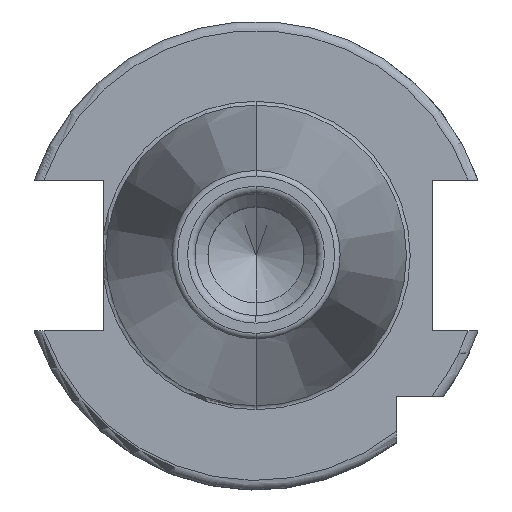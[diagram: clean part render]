
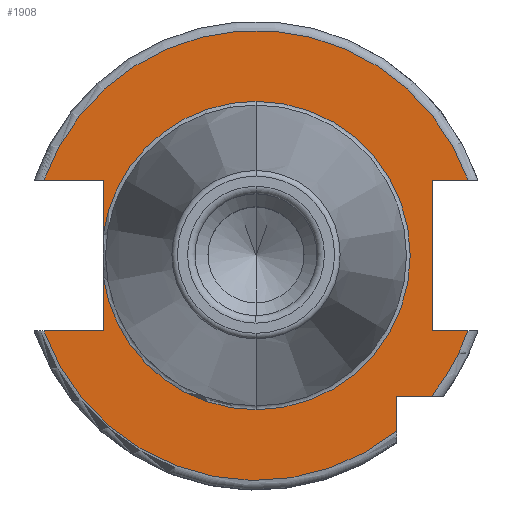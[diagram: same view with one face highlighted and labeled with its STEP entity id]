
A CAD part, top view. The second image highlights one B-rep face of the part: STEP entity #1908.
In plain terms, the highlighted planar face has unit normal (0, 0, 1).
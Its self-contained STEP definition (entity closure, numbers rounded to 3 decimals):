
#273=CARTESIAN_POINT('',(0,0,15.9));
#274=DIRECTION('',(0,0,-1));
#275=DIRECTION('',(0,1,0));
#276=AXIS2_PLACEMENT_3D('',#273,#274,#275);
#289=CARTESIAN_POINT('',(0,0,15.9));
#290=DIRECTION('',(0,0,1));
#291=DIRECTION('',(0,1,0));
#292=AXIS2_PLACEMENT_3D('',#289,#290,#291);
#304=CARTESIAN_POINT('',(0,0,15.9));
#305=DIRECTION('',(0,0,1));
#306=DIRECTION('',(-0.991,-0.135,0));
#307=AXIS2_PLACEMENT_3D('',#304,#305,#306);
#360=DIRECTION('',(1,0,0));
#361=VECTOR('',#360,6.31);
#362=CARTESIAN_POINT('',(-22.61,-8.05,15.9));
#363=LINE('',#362,#361);
#364=DIRECTION('',(0,1,0));
#365=VECTOR('',#364,5.834);
#366=CARTESIAN_POINT('',(-16.3,-8.05,15.9));
#367=LINE('',#366,#365);
#368=DIRECTION('',(0,1,0));
#369=VECTOR('',#368,5.834);
#370=CARTESIAN_POINT('',(-16.3,2.216,15.9));
#371=LINE('',#370,#369);
#372=DIRECTION('',(1,0,0));
#373=VECTOR('',#372,6.31);
#374=CARTESIAN_POINT('',(-22.61,8.05,15.9));
#375=LINE('',#374,#373);
#376=DIRECTION('',(-1,0,0));
#377=VECTOR('',#376,3.81);
#378=CARTESIAN_POINT('',(22.61,8.05,15.9));
#379=LINE('',#378,#377);
#380=DIRECTION('',(0,-1,0));
#381=VECTOR('',#380,16.1);
#382=CARTESIAN_POINT('',(18.8,8.05,15.9));
#383=LINE('',#382,#381);
#384=DIRECTION('',(-1,0,0));
#385=VECTOR('',#384,3.81);
#386=CARTESIAN_POINT('',(22.61,-8.05,15.9));
#387=LINE('',#386,#385);
#388=CARTESIAN_POINT('',(0,0,15.9));
#389=DIRECTION('',(0,0,1));
#390=DIRECTION('',(0.781,-0.625,0));
#391=AXIS2_PLACEMENT_3D('',#388,#389,#390);
#393=DIRECTION('',(-1,0,0));
#394=VECTOR('',#393,3.735);
#395=CARTESIAN_POINT('',(18.735,-15,15.9));
#396=LINE('',#395,#394);
#397=DIRECTION('',(0,1,0));
#398=VECTOR('',#397,3.735);
#399=CARTESIAN_POINT('',(15,-18.735,15.9));
#400=LINE('',#399,#398);
#914=CARTESIAN_POINT('',(0,0,15.9));
#915=DIRECTION('',(0,0,1));
#916=DIRECTION('',(0.942,0.335,0));
#917=AXIS2_PLACEMENT_3D('',#914,#915,#916);
#965=CARTESIAN_POINT('',(0,0,15.9));
#966=DIRECTION('',(0,0,1));
#967=DIRECTION('',(-0.942,-0.335,0));
#968=AXIS2_PLACEMENT_3D('',#965,#966,#967);
#1129=CARTESIAN_POINT('',(0,16.45,15.9));
#1131=VERTEX_POINT('',#1129);
#1153=CARTESIAN_POINT('',(0,-16.45,15.9));
#1155=VERTEX_POINT('',#1153);
#1265=CARTESIAN_POINT('',(-22.61,-8.05,15.9));
#1266=CARTESIAN_POINT('',(-16.3,-8.05,15.9));
#1267=VERTEX_POINT('',#1265);
#1268=VERTEX_POINT('',#1266);
#1269=CARTESIAN_POINT('',(-16.3,-2.216,15.9));
#1270=VERTEX_POINT('',#1269);
#1271=CARTESIAN_POINT('',(-16.3,2.216,15.9));
#1272=CARTESIAN_POINT('',(-16.3,8.05,15.9));
#1273=VERTEX_POINT('',#1271);
#1274=VERTEX_POINT('',#1272);
#1275=CARTESIAN_POINT('',(-22.61,8.05,15.9));
#1276=VERTEX_POINT('',#1275);
#1277=CARTESIAN_POINT('',(18.8,8.05,15.9));
#1278=CARTESIAN_POINT('',(18.8,-8.05,15.9));
#1279=VERTEX_POINT('',#1277);
#1280=VERTEX_POINT('',#1278);
#1281=CARTESIAN_POINT('',(22.61,-8.05,15.9));
#1282=VERTEX_POINT('',#1281);
#1283=CARTESIAN_POINT('',(22.61,8.05,15.9));
#1284=VERTEX_POINT('',#1283);
#1285=CARTESIAN_POINT('',(15,-18.735,15.9));
#1286=CARTESIAN_POINT('',(15,-15,15.9));
#1287=VERTEX_POINT('',#1285);
#1288=VERTEX_POINT('',#1286);
#1289=CARTESIAN_POINT('',(18.735,-15,15.9));
#1290=VERTEX_POINT('',#1289);
#1877=CARTESIAN_POINT('',(0,0,15.9));
#1878=DIRECTION('',(0,0,-1));
#1879=DIRECTION('',(0,-1,0));
#1880=AXIS2_PLACEMENT_3D('',#1877,#1878,#1879);
#1881=PLANE('',#1880);
#1882=ORIENTED_EDGE('',*,*,#1854,.T.);
#1883=ORIENTED_EDGE('',*,*,#1805,.T.);
#1884=ORIENTED_EDGE('',*,*,#1788,.T.);
#1885=ORIENTED_EDGE('',*,*,#1768,.F.);
#1886=ORIENTED_EDGE('',*,*,#1783,.T.);
#1887=ORIENTED_EDGE('',*,*,#1802,.T.);
#1889=ORIENTED_EDGE('',*,*,#1888,.F.);
#1891=ORIENTED_EDGE('',*,*,#1890,.F.);
#1893=ORIENTED_EDGE('',*,*,#1892,.T.);
#1895=ORIENTED_EDGE('',*,*,#1894,.T.);
#1897=ORIENTED_EDGE('',*,*,#1896,.F.);
#1899=ORIENTED_EDGE('',*,*,#1898,.F.);
#1901=ORIENTED_EDGE('',*,*,#1900,.T.);
#1903=ORIENTED_EDGE('',*,*,#1902,.F.);
#1905=ORIENTED_EDGE('',*,*,#1904,.F.);
#1906=EDGE_LOOP('',(#1882,#1883,#1884,#1885,#1886,#1887,#1889,#1891,#1893,#1895,
#1897,#1899,#1901,#1903,#1905));
#1907=FACE_OUTER_BOUND('',#1906,.F.);
#1908=ADVANCED_FACE('',(#1907),#1881,.F.);
#277=CIRCLE('',#276,16.45);
#293=CIRCLE('',#292,16.45);
#308=CIRCLE('',#307,16.45);
#392=CIRCLE('',#391,24);
#918=CIRCLE('',#917,24);
#969=CIRCLE('',#968,24);
#1768=EDGE_CURVE('',#1131,#1155,#277,.T.);
#1783=EDGE_CURVE('',#1131,#1273,#293,.T.);
#1788=EDGE_CURVE('',#1270,#1155,#308,.T.);
#1802=EDGE_CURVE('',#1273,#1274,#371,.T.);
#1805=EDGE_CURVE('',#1268,#1270,#367,.T.);
#1854=EDGE_CURVE('',#1267,#1268,#363,.T.);
#1888=EDGE_CURVE('',#1276,#1274,#375,.T.);
#1890=EDGE_CURVE('',#1284,#1276,#918,.T.);
#1892=EDGE_CURVE('',#1284,#1279,#379,.T.);
#1894=EDGE_CURVE('',#1279,#1280,#383,.T.);
#1896=EDGE_CURVE('',#1282,#1280,#387,.T.);
#1898=EDGE_CURVE('',#1290,#1282,#392,.T.);
#1900=EDGE_CURVE('',#1290,#1288,#396,.T.);
#1902=EDGE_CURVE('',#1287,#1288,#400,.T.);
#1904=EDGE_CURVE('',#1267,#1287,#969,.T.);
